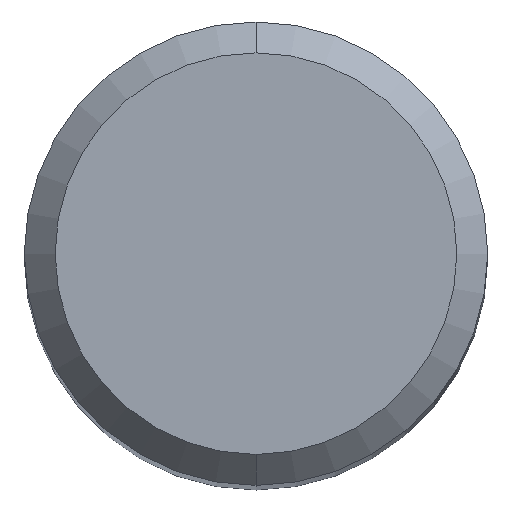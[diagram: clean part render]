
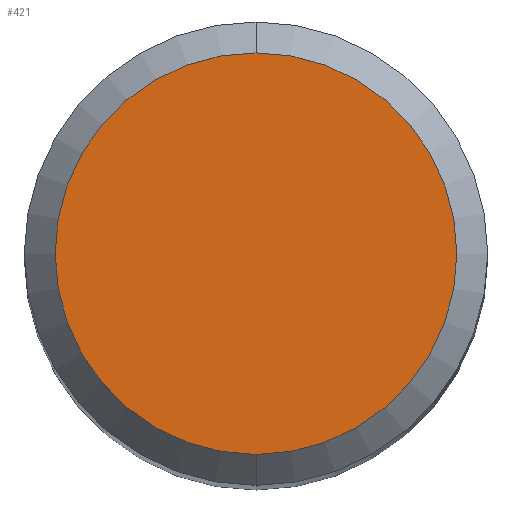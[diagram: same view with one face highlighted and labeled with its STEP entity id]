
A CAD part, top view. The second image highlights one B-rep face of the part: STEP entity #421.
In plain terms, the highlighted planar face has unit normal (0, 0, 1).
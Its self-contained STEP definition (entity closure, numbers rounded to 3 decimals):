
#197=VERTEX_POINT('',#490);
#265=VERTEX_POINT('',#564);
#289=EDGE_CURVE('',#265,#197,#590,.T.);
#413=EDGE_CURVE('',#197,#265,#729,.T.);
#421=ADVANCED_FACE('',(#738),#739,.T.);
#490=CARTESIAN_POINT('',(0.0,2.6,0.0));
#564=CARTESIAN_POINT('',(0.,-2.6,0.0));
#590=CIRCLE('',#1040,2.6);
#729=CIRCLE('',#1330,2.6);
#738=FACE_OUTER_BOUND('',#1341,.T.);
#739=PLANE('',#1342);
#1040=AXIS2_PLACEMENT_3D('',#1502,#1503,#1504);
#1330=AXIS2_PLACEMENT_3D('',#1681,#1682,#1683);
#1341=EDGE_LOOP('',(#1694,#1695));
#1342=AXIS2_PLACEMENT_3D('',#1696,#1697,#1698);
#1502=CARTESIAN_POINT('',(0.0,0.0,0.0));
#1503=DIRECTION('',(0.0,0.0,-1.0));
#1504=DIRECTION('',(0.0,1.0,0.0));
#1681=CARTESIAN_POINT('',(0.0,0.0,0.0));
#1682=DIRECTION('',(0.0,0.0,-1.0));
#1683=DIRECTION('',(0.0,1.0,0.0));
#1694=ORIENTED_EDGE('',*,*,#413,.F.);
#1695=ORIENTED_EDGE('',*,*,#289,.F.);
#1696=CARTESIAN_POINT('',(0.0,1.3,0.0));
#1697=DIRECTION('',(-0.0,0.0,1.0));
#1698=DIRECTION('',(0.0,-1.0,0.0));
